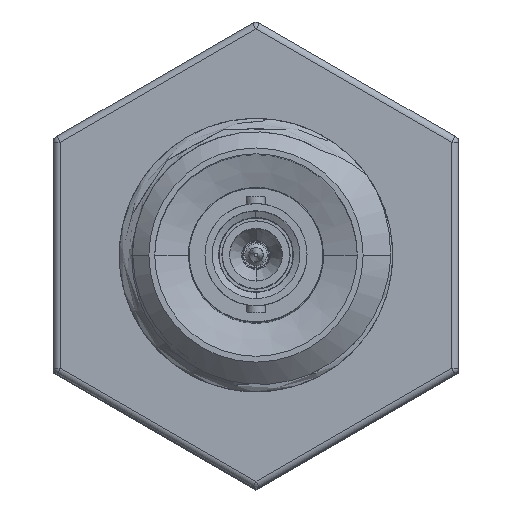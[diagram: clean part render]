
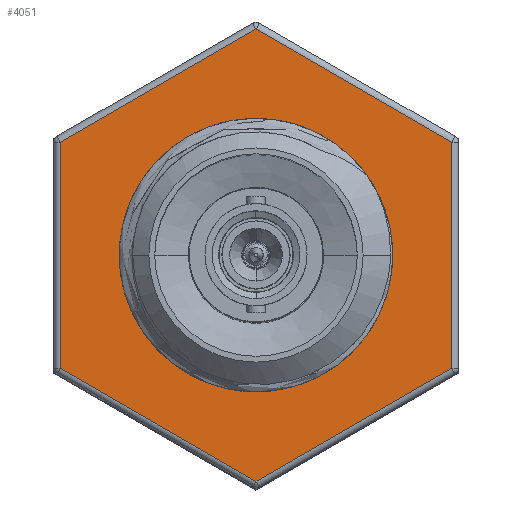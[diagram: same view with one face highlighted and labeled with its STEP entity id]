
A CAD part, top view. The second image highlights one B-rep face of the part: STEP entity #4051.
In plain terms, the highlighted planar face has unit normal (0, 0, 1).
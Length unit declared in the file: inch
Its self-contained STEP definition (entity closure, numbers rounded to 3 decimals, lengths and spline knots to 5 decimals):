
#148 = VERTEX_POINT ( 'NONE', #2558 ) ;
#149 = VERTEX_POINT ( 'NONE', #2557 ) ;
#150 = VERTEX_POINT ( 'NONE', #2556 ) ;
#931 = CARTESIAN_POINT ( 'NONE',  ( -0.725, -0.41858, 1.83975 ) ) ;
#940 = CARTESIAN_POINT ( 'NONE',  ( 0., 0.83716, 1.83975 ) ) ;
#2376 = EDGE_CURVE ( 'NONE', #11294, #8683, #12502, .T. ) ;
#2556 = CARTESIAN_POINT ( 'NONE',  ( 0.725, 0.41858, 1.83975 ) ) ;
#2557 = CARTESIAN_POINT ( 'NONE',  ( 0.725, -0.41858, 1.83975 ) ) ;
#2558 = CARTESIAN_POINT ( 'NONE',  ( 0., -0.83716, 1.83975 ) ) ;
#2856 = LINE ( 'NONE', #9481, #2859 ) ;
#2859 = VECTOR ( 'NONE', #9483, 39.37008 ) ;
#2863 = LINE ( 'NONE', #9489, #2866 ) ;
#2865 = CIRCLE ( 'NONE', #12592, 0.47425 ) ;
#2866 = VECTOR ( 'NONE', #9490, 39.37008 ) ;
#2874 = LINE ( 'NONE', #9506, #2878 ) ;
#2875 = LINE ( 'NONE', #9519, #2884 ) ;
#2878 = VECTOR ( 'NONE', #9511, 39.37008 ) ;
#2884 = VECTOR ( 'NONE', #9514, 39.37008 ) ;
#2887 = LINE ( 'NONE', #9527, #2890 ) ;
#2890 = VECTOR ( 'NONE', #9528, 39.37008 ) ;
#2892 = LINE ( 'NONE', #9534, #2895 ) ;
#2895 = VECTOR ( 'NONE', #9535, 39.37008 ) ;
#3753 = CARTESIAN_POINT ( 'NONE',  ( -0.75, 1.29904, 1.83975 ) ) ;
#3756 = PLANE ( 'NONE',  #8618 ) ;
#3758 = DIRECTION ( 'NONE',  ( 0., 0., 1. ) ) ;
#3759 = DIRECTION ( 'NONE',  ( 1., 0., 0. ) ) ;
#4051 = ADVANCED_FACE ( 'NONE', ( #8967, #8973 ), #3756, .T. ) ;
#4778 = EDGE_LOOP ( 'NONE', ( #12894, #12899 ) ) ;
#4945 = DIRECTION ( 'NONE',  ( 1., 0., 0. ) ) ;
#4946 = DIRECTION ( 'NONE',  ( 0., 0., 1. ) ) ;
#4948 = CARTESIAN_POINT ( 'NONE',  ( 0., 0., 1.83975 ) ) ;
#5481 = CARTESIAN_POINT ( 'NONE',  ( -0.725, 0.41858, 1.83975 ) ) ;
#5483 = CARTESIAN_POINT ( 'NONE',  ( -0.47425, 0., 1.83975 ) ) ;
#5618 = CARTESIAN_POINT ( 'NONE',  ( 0.47425, 0., 1.83975 ) ) ;
#6410 = ORIENTED_EDGE ( 'NONE', *, *, #11674, .T. ) ;
#6412 = ORIENTED_EDGE ( 'NONE', *, *, #11671, .T. ) ;
#6414 = ORIENTED_EDGE ( 'NONE', *, *, #11664, .T. ) ;
#8476 = AXIS2_PLACEMENT_3D ( 'NONE', #4948, #4946, #4945 ) ;
#8618 = AXIS2_PLACEMENT_3D ( 'NONE', #3753, #3758, #3759 ) ;
#8681 = VERTEX_POINT ( 'NONE', #5481 ) ;
#8683 = VERTEX_POINT ( 'NONE', #5483 ) ;
#8967 = FACE_BOUND ( 'NONE', #4778, .T. ) ;
#8973 = FACE_OUTER_BOUND ( 'NONE', #10446, .T. ) ;
#9481 = CARTESIAN_POINT ( 'NONE',  ( -0.0125, 0.84437, 1.83975 ) ) ;
#9483 = DIRECTION ( 'NONE',  ( -0.866, 0.5, 0. ) ) ;
#9489 = CARTESIAN_POINT ( 'NONE',  ( 0.725, 0.43301, 1.83975 ) ) ;
#9490 = DIRECTION ( 'NONE',  ( 0., 1., 0. ) ) ;
#9491 = CARTESIAN_POINT ( 'NONE',  ( 0., 0., 1.83975 ) ) ;
#9492 = DIRECTION ( 'NONE',  ( 0., 0., 1. ) ) ;
#9493 = DIRECTION ( 'NONE',  ( 1., 0., 0. ) ) ;
#9506 = CARTESIAN_POINT ( 'NONE',  ( 0.7375, -0.41136, 1.83975 ) ) ;
#9511 = DIRECTION ( 'NONE',  ( 0.866, 0.5, 0. ) ) ;
#9514 = DIRECTION ( 'NONE',  ( 0.866, -0.5, 0. ) ) ;
#9519 = CARTESIAN_POINT ( 'NONE',  ( 0.0125, -0.84437, 1.83975 ) ) ;
#9527 = CARTESIAN_POINT ( 'NONE',  ( -0.725, -0.43301, 1.83975 ) ) ;
#9528 = DIRECTION ( 'NONE',  ( 0., -1., 0. ) ) ;
#9534 = CARTESIAN_POINT ( 'NONE',  ( -0.7375, 0.41136, 1.83975 ) ) ;
#9535 = DIRECTION ( 'NONE',  ( -0.866, -0.5, 0. ) ) ;
#10446 = EDGE_LOOP ( 'NONE', ( #6410, #6412, #12895, #6414, #12886, #12889 ) ) ;
#11294 = VERTEX_POINT ( 'NONE', #5618 ) ;
#11652 = EDGE_CURVE ( 'NONE', #150, #12801, #2856, .T. ) ;
#11656 = EDGE_CURVE ( 'NONE', #149, #150, #2863, .T. ) ;
#11657 = EDGE_CURVE ( 'NONE', #8683, #11294, #2865, .T. ) ;
#11664 = EDGE_CURVE ( 'NONE', #148, #149, #2874, .T. ) ;
#11668 = EDGE_CURVE ( 'NONE', #12792, #148, #2875, .T. ) ;
#11671 = EDGE_CURVE ( 'NONE', #8681, #12792, #2887, .T. ) ;
#11674 = EDGE_CURVE ( 'NONE', #12801, #8681, #2892, .T. ) ;
#12502 = CIRCLE ( 'NONE', #8476, 0.47425 ) ;
#12592 = AXIS2_PLACEMENT_3D ( 'NONE', #9491, #9492, #9493 ) ;
#12792 = VERTEX_POINT ( 'NONE', #931 ) ;
#12801 = VERTEX_POINT ( 'NONE', #940 ) ;
#12886 = ORIENTED_EDGE ( 'NONE', *, *, #11656, .T. ) ;
#12889 = ORIENTED_EDGE ( 'NONE', *, *, #11652, .T. ) ;
#12894 = ORIENTED_EDGE ( 'NONE', *, *, #11657, .F. ) ;
#12895 = ORIENTED_EDGE ( 'NONE', *, *, #11668, .T. ) ;
#12899 = ORIENTED_EDGE ( 'NONE', *, *, #2376, .F. ) ;
